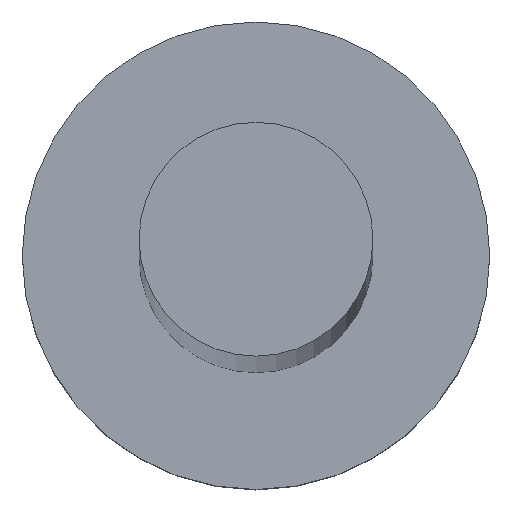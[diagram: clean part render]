
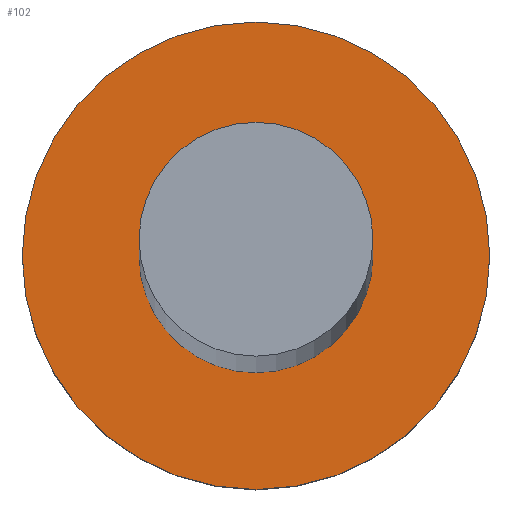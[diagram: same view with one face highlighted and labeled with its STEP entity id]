
A CAD part, top view. The second image highlights one B-rep face of the part: STEP entity #102.
In plain terms, the highlighted planar face has unit normal (0, 0, 1).
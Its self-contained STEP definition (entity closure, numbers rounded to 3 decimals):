
#16 = AXIS2_PLACEMENT_3D ( 'NONE', #106, #166, #60 ) ;
#26 = FACE_BOUND ( 'NONE', #30, .T. ) ;
#29 = CARTESIAN_POINT ( 'NONE',  ( 0., 0., 3. ) ) ;
#30 = EDGE_LOOP ( 'NONE', ( #33, #42 ) ) ;
#31 = DIRECTION ( 'NONE',  ( 1., 0., 0. ) ) ;
#33 = ORIENTED_EDGE ( 'NONE', *, *, #229, .F. ) ;
#42 = ORIENTED_EDGE ( 'NONE', *, *, #253, .F. ) ;
#48 = CARTESIAN_POINT ( 'NONE',  ( 1.5, 0., 3. ) ) ;
#52 = VERTEX_POINT ( 'NONE', #124 ) ;
#55 = VERTEX_POINT ( 'NONE', #48 ) ;
#60 = DIRECTION ( 'NONE',  ( 1., 0., 0. ) ) ;
#69 = AXIS2_PLACEMENT_3D ( 'NONE', #173, #155, #245 ) ;
#77 = CARTESIAN_POINT ( 'NONE',  ( -1.5, 0., 3. ) ) ;
#79 = EDGE_CURVE ( 'NONE', #243, #52, #181, .T. ) ;
#81 = CARTESIAN_POINT ( 'NONE',  ( 0., 0., 3. ) ) ;
#88 = CARTESIAN_POINT ( 'NONE',  ( -3., 0., 3. ) ) ;
#89 = AXIS2_PLACEMENT_3D ( 'NONE', #29, #202, #31 ) ;
#96 = AXIS2_PLACEMENT_3D ( 'NONE', #217, #185, #101 ) ;
#101 = DIRECTION ( 'NONE',  ( 1., 0., 0. ) ) ;
#102 = ADVANCED_FACE ( 'NONE', ( #26, #179 ), #170, .T. ) ;
#106 = CARTESIAN_POINT ( 'NONE',  ( 0., 0., 3. ) ) ;
#110 = VERTEX_POINT ( 'NONE', #77 ) ;
#113 = EDGE_LOOP ( 'NONE', ( #143, #176 ) ) ;
#124 = CARTESIAN_POINT ( 'NONE',  ( 3., 0., 3. ) ) ;
#141 = CIRCLE ( 'NONE', #89, 1.5 ) ;
#143 = ORIENTED_EDGE ( 'NONE', *, *, #79, .T. ) ;
#150 = DIRECTION ( 'NONE',  ( 0., 0., 1. ) ) ;
#155 = DIRECTION ( 'NONE',  ( 0., 0., 1. ) ) ;
#164 = CIRCLE ( 'NONE', #69, 1.5 ) ;
#166 = DIRECTION ( 'NONE',  ( 0., 0., 1. ) ) ;
#170 = PLANE ( 'NONE',  #16 ) ;
#173 = CARTESIAN_POINT ( 'NONE',  ( 0., 0., 3. ) ) ;
#176 = ORIENTED_EDGE ( 'NONE', *, *, #209, .T. ) ;
#179 = FACE_OUTER_BOUND ( 'NONE', #113, .T. ) ;
#181 = CIRCLE ( 'NONE', #96, 3. ) ;
#183 = CIRCLE ( 'NONE', #223, 3. ) ;
#185 = DIRECTION ( 'NONE',  ( 0., 0., 1. ) ) ;
#202 = DIRECTION ( 'NONE',  ( 0., 0., 1. ) ) ;
#209 = EDGE_CURVE ( 'NONE', #52, #243, #183, .T. ) ;
#217 = CARTESIAN_POINT ( 'NONE',  ( 0., 0., 3. ) ) ;
#221 = DIRECTION ( 'NONE',  ( 1., 0., 0. ) ) ;
#223 = AXIS2_PLACEMENT_3D ( 'NONE', #81, #150, #221 ) ;
#229 = EDGE_CURVE ( 'NONE', #110, #55, #141, .T. ) ;
#243 = VERTEX_POINT ( 'NONE', #88 ) ;
#245 = DIRECTION ( 'NONE',  ( 1., 0., 0. ) ) ;
#253 = EDGE_CURVE ( 'NONE', #55, #110, #164, .T. ) ;
